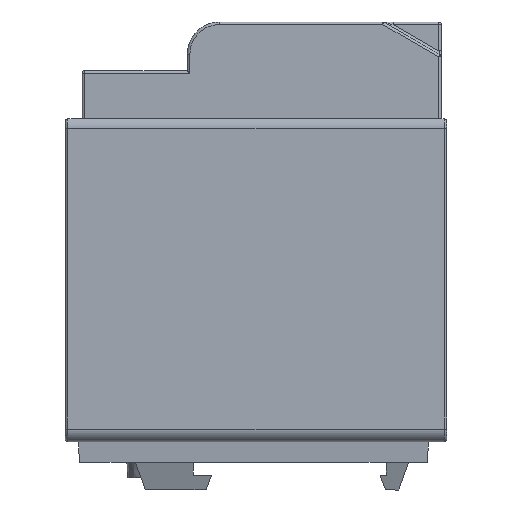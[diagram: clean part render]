
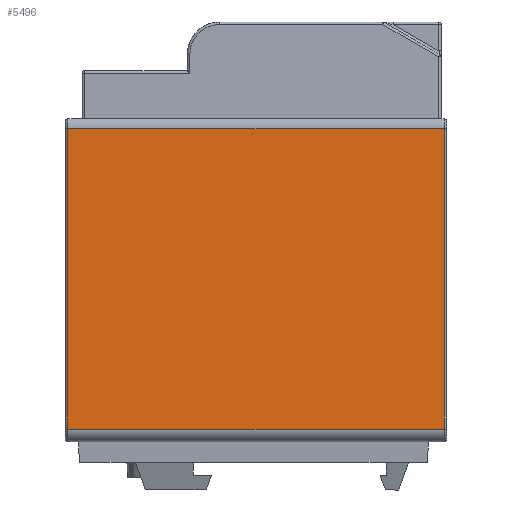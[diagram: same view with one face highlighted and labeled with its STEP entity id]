
A CAD part, left-side view. The second image highlights one B-rep face of the part: STEP entity #5496.
In plain terms, the highlighted planar face has unit normal (-1, 0, 0).
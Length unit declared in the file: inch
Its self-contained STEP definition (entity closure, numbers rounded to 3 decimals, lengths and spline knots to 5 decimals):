
#64 = CARTESIAN_POINT ( 'NONE',  ( -1.2725, -1.465, -1.635 ) ) ;
#584 = EDGE_CURVE ( 'NONE', #1751, #9321, #7187, .T. ) ;
#590 = VERTEX_POINT ( 'NONE', #8137 ) ;
#1502 = DIRECTION ( 'NONE',  ( 0., 0., -1. ) ) ;
#1751 = VERTEX_POINT ( 'NONE', #7221 ) ;
#2302 = DIRECTION ( 'NONE',  ( 0., 1., 0. ) ) ;
#2818 = ORIENTED_EDGE ( 'NONE', *, *, #6591, .T. ) ;
#3058 = EDGE_CURVE ( 'NONE', #590, #1751, #5938, .T. ) ;
#3369 = EDGE_LOOP ( 'NONE', ( #3803, #2818, #10075, #9468 ) ) ;
#3803 = ORIENTED_EDGE ( 'NONE', *, *, #584, .T. ) ;
#3883 = FACE_OUTER_BOUND ( 'NONE', #3369, .T. ) ;
#4249 = CARTESIAN_POINT ( 'NONE',  ( -1.2725, -1.465, 0.80401 ) ) ;
#4737 = DIRECTION ( 'NONE',  ( 0., -1., 0. ) ) ;
#5077 = VECTOR ( 'NONE', #4737, 39.37008 ) ;
#5160 = CARTESIAN_POINT ( 'NONE',  ( -1.2725, 1.465, -1.635 ) ) ;
#5496 = ADVANCED_FACE ( 'NONE', ( #3883 ), #7026, .F. ) ;
#5938 = LINE ( 'NONE', #5160, #7798 ) ;
#5957 = AXIS2_PLACEMENT_3D ( 'NONE', #9416, #6263, #1502 ) ;
#6263 = DIRECTION ( 'NONE',  ( 1., 0., 0. ) ) ;
#6591 = EDGE_CURVE ( 'NONE', #9321, #8411, #7990, .T. ) ;
#7026 = PLANE ( 'NONE',  #5957 ) ;
#7052 = CARTESIAN_POINT ( 'NONE',  ( -1.2725, -1.485, 0.80401 ) ) ;
#7187 = LINE ( 'NONE', #8908, #5077 ) ;
#7221 = CARTESIAN_POINT ( 'NONE',  ( -1.2725, 1.465, -1.535 ) ) ;
#7650 = CARTESIAN_POINT ( 'NONE',  ( -1.2725, -1.465, -1.535 ) ) ;
#7732 = VECTOR ( 'NONE', #8025, 39.37008 ) ;
#7798 = VECTOR ( 'NONE', #9882, 39.37008 ) ;
#7990 = LINE ( 'NONE', #64, #7732 ) ;
#8025 = DIRECTION ( 'NONE',  ( 0., 0., 1. ) ) ;
#8137 = CARTESIAN_POINT ( 'NONE',  ( -1.2725, 1.465, 0.80401 ) ) ;
#8214 = VECTOR ( 'NONE', #2302, 39.37008 ) ;
#8411 = VERTEX_POINT ( 'NONE', #4249 ) ;
#8450 = LINE ( 'NONE', #7052, #8214 ) ;
#8908 = CARTESIAN_POINT ( 'NONE',  ( -1.2725, -1.485, -1.535 ) ) ;
#9321 = VERTEX_POINT ( 'NONE', #7650 ) ;
#9416 = CARTESIAN_POINT ( 'NONE',  ( -1.2725, -1.485, -1.635 ) ) ;
#9468 = ORIENTED_EDGE ( 'NONE', *, *, #3058, .T. ) ;
#9882 = DIRECTION ( 'NONE',  ( 0., 0., -1. ) ) ;
#9904 = EDGE_CURVE ( 'NONE', #8411, #590, #8450, .T. ) ;
#10075 = ORIENTED_EDGE ( 'NONE', *, *, #9904, .T. ) ;
